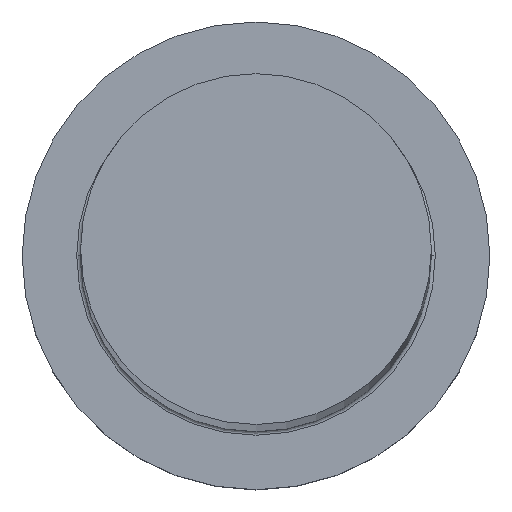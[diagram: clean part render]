
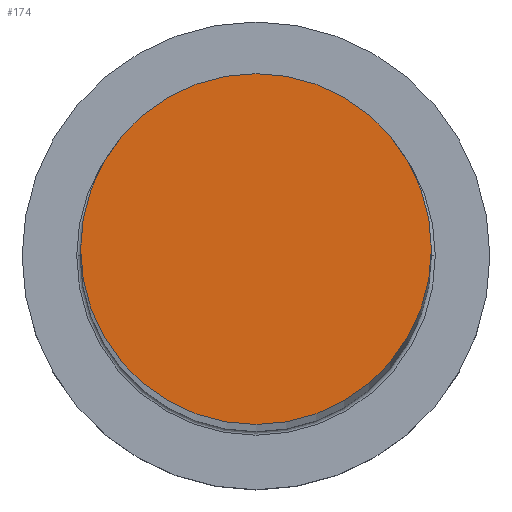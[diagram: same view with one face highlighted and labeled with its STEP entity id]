
A CAD part, top view. The second image highlights one B-rep face of the part: STEP entity #174.
In plain terms, the highlighted planar face has unit normal (0, 0, 1).
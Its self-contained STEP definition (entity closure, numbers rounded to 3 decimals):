
#6 = CARTESIAN_POINT ( 'NONE',  ( 0., 0., 207. ) ) ;
#32 = ORIENTED_EDGE ( 'NONE', *, *, #168, .T. ) ;
#38 = DIRECTION ( 'NONE',  ( 0., 0., 1. ) ) ;
#41 = DIRECTION ( 'NONE',  ( 1., 0., 0. ) ) ;
#48 = DIRECTION ( 'NONE',  ( 0., 0., 1. ) ) ;
#73 = CARTESIAN_POINT ( 'NONE',  ( 0., 0., 207. ) ) ;
#96 = CARTESIAN_POINT ( 'NONE',  ( -9., 0., 207. ) ) ;
#102 = EDGE_LOOP ( 'NONE', ( #32, #170 ) ) ;
#107 = AXIS2_PLACEMENT_3D ( 'NONE', #73, #38, #255 ) ;
#112 = PLANE ( 'NONE',  #283 ) ;
#130 = CARTESIAN_POINT ( 'NONE',  ( 0., 0., 207. ) ) ;
#137 = DIRECTION ( 'NONE',  ( 1., 0., 0. ) ) ;
#159 = FACE_OUTER_BOUND ( 'NONE', #102, .T. ) ;
#160 = CIRCLE ( 'NONE', #107, 9. ) ;
#165 = CARTESIAN_POINT ( 'NONE',  ( 9., 0., 207. ) ) ;
#168 = EDGE_CURVE ( 'NONE', #275, #242, #160, .T. ) ;
#170 = ORIENTED_EDGE ( 'NONE', *, *, #226, .T. ) ;
#174 = ADVANCED_FACE ( 'NONE', ( #159 ), #112, .T. ) ;
#202 = DIRECTION ( 'NONE',  ( 0., 0., 1. ) ) ;
#226 = EDGE_CURVE ( 'NONE', #242, #275, #289, .T. ) ;
#242 = VERTEX_POINT ( 'NONE', #165 ) ;
#255 = DIRECTION ( 'NONE',  ( 1., 0., 0. ) ) ;
#260 = AXIS2_PLACEMENT_3D ( 'NONE', #6, #48, #137 ) ;
#275 = VERTEX_POINT ( 'NONE', #96 ) ;
#283 = AXIS2_PLACEMENT_3D ( 'NONE', #130, #202, #41 ) ;
#289 = CIRCLE ( 'NONE', #260, 9. ) ;
